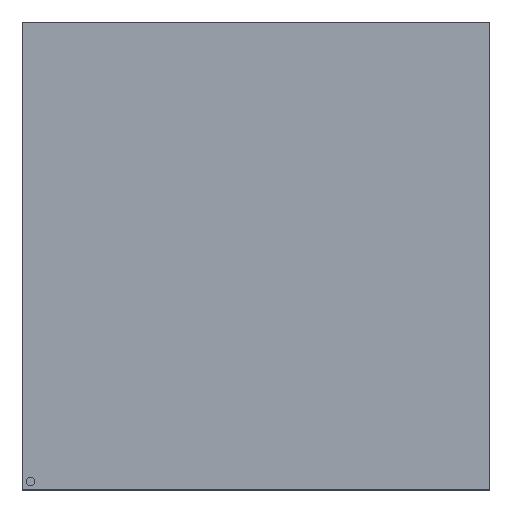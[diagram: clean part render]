
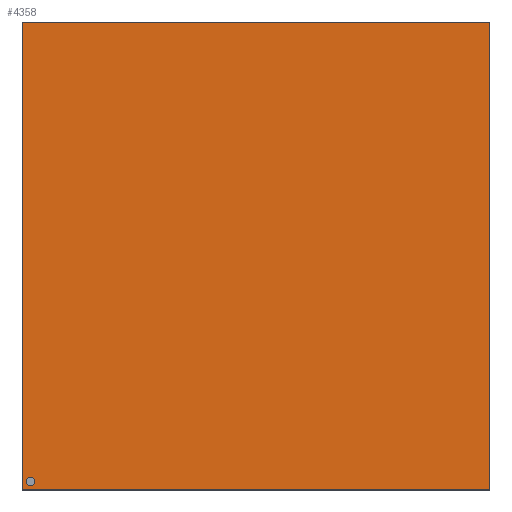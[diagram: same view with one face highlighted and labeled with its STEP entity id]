
A CAD part, top view. The second image highlights one B-rep face of the part: STEP entity #4358.
In plain terms, the highlighted planar face has unit normal (0, 0, 1).
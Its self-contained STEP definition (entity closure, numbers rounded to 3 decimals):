
#101 = PLANE('',#102);
#102 = AXIS2_PLACEMENT_3D('',#103,#104,#105);
#103 = CARTESIAN_POINT('',(-8.5,-8.5,0.3));
#104 = DIRECTION('',(1.,0.,0.));
#105 = DIRECTION('',(0.,0.,1.));
#129 = PLANE('',#130);
#130 = AXIS2_PLACEMENT_3D('',#131,#132,#133);
#131 = CARTESIAN_POINT('',(-8.5,-8.5,0.3));
#132 = DIRECTION('',(0.,1.,0.));
#133 = DIRECTION('',(0.,0.,1.));
#157 = PLANE('',#158);
#158 = AXIS2_PLACEMENT_3D('',#159,#160,#161);
#159 = CARTESIAN_POINT('',(8.5,-8.5,0.3));
#160 = DIRECTION('',(1.,0.,0.));
#161 = DIRECTION('',(0.,0.,1.));
#183 = PLANE('',#184);
#184 = AXIS2_PLACEMENT_3D('',#185,#186,#187);
#185 = CARTESIAN_POINT('',(-8.5,8.5,0.3));
#186 = DIRECTION('',(0.,1.,0.));
#187 = DIRECTION('',(0.,0.,1.));
#2248 = VERTEX_POINT('',#2249);
#2249 = CARTESIAN_POINT('',(-8.5,-8.5,1.1));
#2272 = VERTEX_POINT('',#2273);
#2273 = CARTESIAN_POINT('',(-8.5,8.5,1.1));
#2294 = EDGE_CURVE('',#2248,#2272,#2295,.T.);
#2295 = SURFACE_CURVE('',#2296,(#2300,#2307),.PCURVE_S1.);
#2296 = LINE('',#2297,#2298);
#2297 = CARTESIAN_POINT('',(-8.5,-8.5,1.1));
#2298 = VECTOR('',#2299,1.);
#2299 = DIRECTION('',(0.,1.,0.));
#2300 = PCURVE('',#101,#2301);
#2301 = DEFINITIONAL_REPRESENTATION('',(#2302),#2306);
#2302 = LINE('',#2303,#2304);
#2303 = CARTESIAN_POINT('',(0.8,0.));
#2304 = VECTOR('',#2305,1.);
#2305 = DIRECTION('',(0.,-1.));
#2306 = ( GEOMETRIC_REPRESENTATION_CONTEXT(2)
PARAMETRIC_REPRESENTATION_CONTEXT() REPRESENTATION_CONTEXT('2D SPACE',''
) );
#2307 = PCURVE('',#2308,#2313);
#2308 = PLANE('',#2309);
#2309 = AXIS2_PLACEMENT_3D('',#2310,#2311,#2312);
#2310 = CARTESIAN_POINT('',(-8.5,-8.5,1.1));
#2311 = DIRECTION('',(0.,0.,1.));
#2312 = DIRECTION('',(1.,0.,0.));
#2313 = DEFINITIONAL_REPRESENTATION('',(#2314),#2318);
#2314 = LINE('',#2315,#2316);
#2315 = CARTESIAN_POINT('',(0.,0.));
#2316 = VECTOR('',#2317,1.);
#2317 = DIRECTION('',(0.,1.));
#2318 = ( GEOMETRIC_REPRESENTATION_CONTEXT(2)
PARAMETRIC_REPRESENTATION_CONTEXT() REPRESENTATION_CONTEXT('2D SPACE',''
) );
#2325 = EDGE_CURVE('',#2272,#2326,#2328,.T.);
#2326 = VERTEX_POINT('',#2327);
#2327 = CARTESIAN_POINT('',(8.5,8.5,1.1));
#2328 = SURFACE_CURVE('',#2329,(#2333,#2340),.PCURVE_S1.);
#2329 = LINE('',#2330,#2331);
#2330 = CARTESIAN_POINT('',(-8.5,8.5,1.1));
#2331 = VECTOR('',#2332,1.);
#2332 = DIRECTION('',(1.,0.,0.));
#2333 = PCURVE('',#183,#2334);
#2334 = DEFINITIONAL_REPRESENTATION('',(#2335),#2339);
#2335 = LINE('',#2336,#2337);
#2336 = CARTESIAN_POINT('',(0.8,0.));
#2337 = VECTOR('',#2338,1.);
#2338 = DIRECTION('',(0.,1.));
#2339 = ( GEOMETRIC_REPRESENTATION_CONTEXT(2)
PARAMETRIC_REPRESENTATION_CONTEXT() REPRESENTATION_CONTEXT('2D SPACE',''
) );
#2340 = PCURVE('',#2308,#2341);
#2341 = DEFINITIONAL_REPRESENTATION('',(#2342),#2346);
#2342 = LINE('',#2343,#2344);
#2343 = CARTESIAN_POINT('',(0.,17.));
#2344 = VECTOR('',#2345,1.);
#2345 = DIRECTION('',(1.,0.));
#2346 = ( GEOMETRIC_REPRESENTATION_CONTEXT(2)
PARAMETRIC_REPRESENTATION_CONTEXT() REPRESENTATION_CONTEXT('2D SPACE',''
) );
#2374 = EDGE_CURVE('',#2248,#2375,#2377,.T.);
#2375 = VERTEX_POINT('',#2376);
#2376 = CARTESIAN_POINT('',(8.5,-8.5,1.1));
#2377 = SURFACE_CURVE('',#2378,(#2382,#2389),.PCURVE_S1.);
#2378 = LINE('',#2379,#2380);
#2379 = CARTESIAN_POINT('',(-8.5,-8.5,1.1));
#2380 = VECTOR('',#2381,1.);
#2381 = DIRECTION('',(1.,0.,0.));
#2382 = PCURVE('',#129,#2383);
#2383 = DEFINITIONAL_REPRESENTATION('',(#2384),#2388);
#2384 = LINE('',#2385,#2386);
#2385 = CARTESIAN_POINT('',(0.8,0.));
#2386 = VECTOR('',#2387,1.);
#2387 = DIRECTION('',(0.,1.));
#2388 = ( GEOMETRIC_REPRESENTATION_CONTEXT(2)
PARAMETRIC_REPRESENTATION_CONTEXT() REPRESENTATION_CONTEXT('2D SPACE',''
) );
#2389 = PCURVE('',#2308,#2390);
#2390 = DEFINITIONAL_REPRESENTATION('',(#2391),#2395);
#2391 = LINE('',#2392,#2393);
#2392 = CARTESIAN_POINT('',(0.,0.));
#2393 = VECTOR('',#2394,1.);
#2394 = DIRECTION('',(1.,0.));
#2395 = ( GEOMETRIC_REPRESENTATION_CONTEXT(2)
PARAMETRIC_REPRESENTATION_CONTEXT() REPRESENTATION_CONTEXT('2D SPACE',''
) );
#2424 = EDGE_CURVE('',#2375,#2326,#2425,.T.);
#2425 = SURFACE_CURVE('',#2426,(#2430,#2437),.PCURVE_S1.);
#2426 = LINE('',#2427,#2428);
#2427 = CARTESIAN_POINT('',(8.5,-8.5,1.1));
#2428 = VECTOR('',#2429,1.);
#2429 = DIRECTION('',(0.,1.,0.));
#2430 = PCURVE('',#157,#2431);
#2431 = DEFINITIONAL_REPRESENTATION('',(#2432),#2436);
#2432 = LINE('',#2433,#2434);
#2433 = CARTESIAN_POINT('',(0.8,0.));
#2434 = VECTOR('',#2435,1.);
#2435 = DIRECTION('',(0.,-1.));
#2436 = ( GEOMETRIC_REPRESENTATION_CONTEXT(2)
PARAMETRIC_REPRESENTATION_CONTEXT() REPRESENTATION_CONTEXT('2D SPACE',''
) );
#2437 = PCURVE('',#2308,#2438);
#2438 = DEFINITIONAL_REPRESENTATION('',(#2439),#2443);
#2439 = LINE('',#2440,#2441);
#2440 = CARTESIAN_POINT('',(17.,0.));
#2441 = VECTOR('',#2442,1.);
#2442 = DIRECTION('',(0.,1.));
#2443 = ( GEOMETRIC_REPRESENTATION_CONTEXT(2)
PARAMETRIC_REPRESENTATION_CONTEXT() REPRESENTATION_CONTEXT('2D SPACE',''
) );
#4358 = ADVANCED_FACE('',(#4359,#4365),#2308,.T.);
#4359 = FACE_BOUND('',#4360,.T.);
#4360 = EDGE_LOOP('',(#4361,#4362,#4363,#4364));
#4361 = ORIENTED_EDGE('',*,*,#2294,.F.);
#4362 = ORIENTED_EDGE('',*,*,#2374,.T.);
#4363 = ORIENTED_EDGE('',*,*,#2424,.T.);
#4364 = ORIENTED_EDGE('',*,*,#2325,.F.);
#4365 = FACE_BOUND('',#4366,.T.);
#4366 = EDGE_LOOP('',(#4367));
#4367 = ORIENTED_EDGE('',*,*,#4368,.T.);
#4368 = EDGE_CURVE('',#4369,#4369,#4371,.T.);
#4369 = VERTEX_POINT('',#4370);
#4370 = CARTESIAN_POINT('',(-8.04,-8.19,1.1));
#4371 = SURFACE_CURVE('',#4372,(#4377,#4388),.PCURVE_S1.);
#4372 = CIRCLE('',#4373,0.15);
#4373 = AXIS2_PLACEMENT_3D('',#4374,#4375,#4376);
#4374 = CARTESIAN_POINT('',(-8.19,-8.19,1.1));
#4375 = DIRECTION('',(0.,0.,-1.));
#4376 = DIRECTION('',(1.,0.,0.));
#4377 = PCURVE('',#2308,#4378);
#4378 = DEFINITIONAL_REPRESENTATION('',(#4379),#4387);
#4379 = ( BOUNDED_CURVE() B_SPLINE_CURVE(2,(#4380,#4381,#4382,#4383,
#4384,#4385,#4386),.UNSPECIFIED.,.T.,.F.) B_SPLINE_CURVE_WITH_KNOTS((1,2
,2,2,2,1),(-2.094,0.,2.094,4.189,
6.283,8.378),.UNSPECIFIED.) CURVE()
GEOMETRIC_REPRESENTATION_ITEM() RATIONAL_B_SPLINE_CURVE((1.,0.5,1.,0.5,
1.,0.5,1.)) REPRESENTATION_ITEM('') );
#4380 = CARTESIAN_POINT('',(0.46,0.31));
#4381 = CARTESIAN_POINT('',(0.46,0.05));
#4382 = CARTESIAN_POINT('',(0.235,0.18));
#4383 = CARTESIAN_POINT('',(0.01,0.31));
#4384 = CARTESIAN_POINT('',(0.235,0.44));
#4385 = CARTESIAN_POINT('',(0.46,0.57));
#4386 = CARTESIAN_POINT('',(0.46,0.31));
#4387 = ( GEOMETRIC_REPRESENTATION_CONTEXT(2)
PARAMETRIC_REPRESENTATION_CONTEXT() REPRESENTATION_CONTEXT('2D SPACE',''
) );
#4388 = PCURVE('',#4389,#4394);
#4389 = CYLINDRICAL_SURFACE('',#4390,0.15);
#4390 = AXIS2_PLACEMENT_3D('',#4391,#4392,#4393);
#4391 = CARTESIAN_POINT('',(-8.19,-8.19,1.11));
#4392 = DIRECTION('',(-0.,-0.,-1.));
#4393 = DIRECTION('',(1.,0.,0.));
#4394 = DEFINITIONAL_REPRESENTATION('',(#4395),#4399);
#4395 = LINE('',#4396,#4397);
#4396 = CARTESIAN_POINT('',(-6.283,0.01));
#4397 = VECTOR('',#4398,1.);
#4398 = DIRECTION('',(1.,-0.));
#4399 = ( GEOMETRIC_REPRESENTATION_CONTEXT(2)
PARAMETRIC_REPRESENTATION_CONTEXT() REPRESENTATION_CONTEXT('2D SPACE',''
) );
